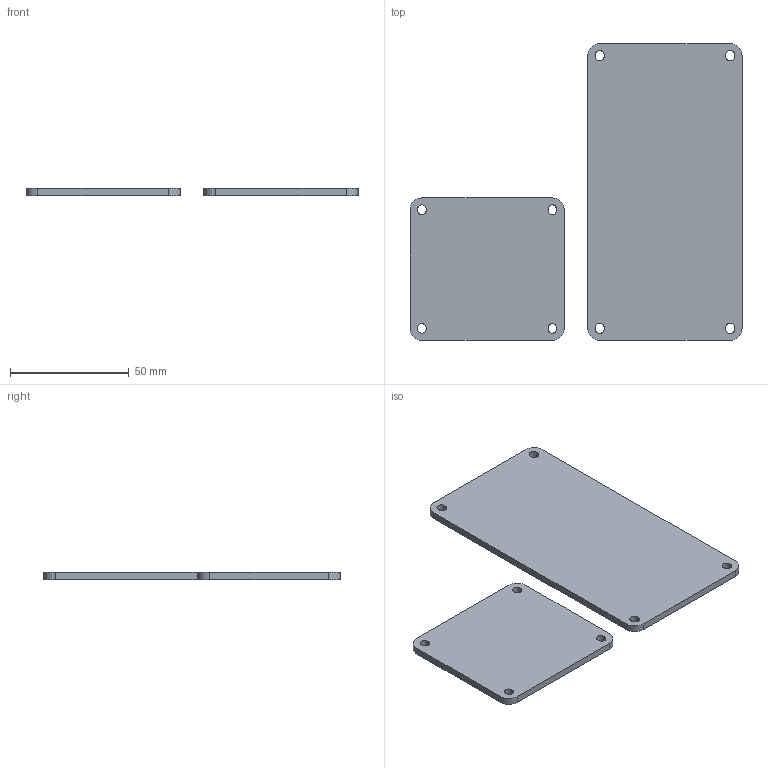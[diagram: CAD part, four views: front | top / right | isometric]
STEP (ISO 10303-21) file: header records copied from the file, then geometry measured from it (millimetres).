
FILE_DESCRIPTION(/* description */ (''),/* implementation_level */ '2;1');
FILE_NAME(/* name */ 'Lower Bay Tray - Template.step',/* time_stamp */ '2023-07-23T04:18:31-05:00',/* author */ (''),/* organization */ (''),/* preprocessor_version */ 'ST-DEVELOPER v19.2',/* originating_system */ 'Autodesk Translation Framework v12.6.0.85',/* authorisation */ '');
FILE_SCHEMA (('AUTOMOTIVE_DESIGN { 1 0 10303 214 3 1 1 }'));
Length unit declared in the file: millimetre
Products named in the file (3): Lower Tray - Template V2; Small Template; Large Template
Assembly tree (2 placements, depth 2):
  Lower Tray - Template V2
    Small Template
    Large Template
Bounding box: 140 x 125 x 3 mm (x, y, z)
Volume: 35633.2 mm3; surface area: 25935.5 mm2
Topology: 2 solids, 2 shells, 92 faces, 252 edges, 168 vertices
Faces by surface type: plane 56, cylinder 24, bspline 12
Entity records: 3148 total; most frequent: CARTESIAN_POINT 721, ORIENTED_EDGE 504, DIRECTION 446, EDGE_CURVE 252, LINE 180, VECTOR 180, VERTEX_POINT 168, AXIS2_PLACEMENT_3D 133
